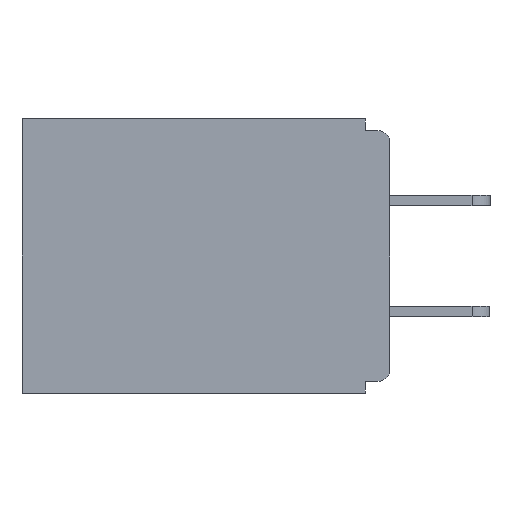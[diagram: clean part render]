
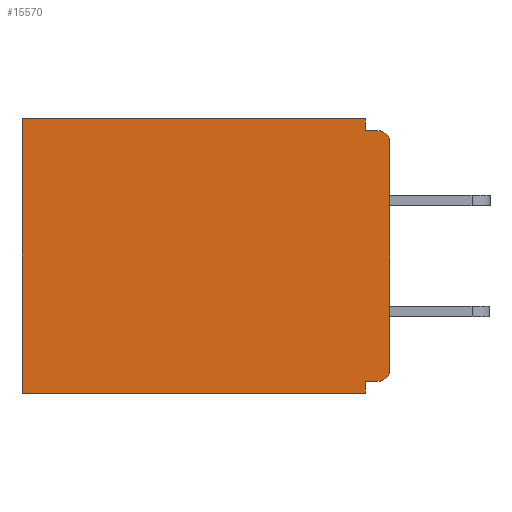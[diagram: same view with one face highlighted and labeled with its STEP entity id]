
A CAD part, left-side view. The second image highlights one B-rep face of the part: STEP entity #15570.
In plain terms, the highlighted planar face has unit normal (-1, 0, 0).
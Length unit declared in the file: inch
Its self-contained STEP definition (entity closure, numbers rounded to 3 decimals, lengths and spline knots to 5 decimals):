
#380 = DIRECTION ( 'NONE',  ( 0., -1., 0. ) ) ;
#1960 = CARTESIAN_POINT ( 'NONE',  ( 0.298, 0., -0.343 ) ) ;
#1982 = DIRECTION ( 'NONE',  ( -1., 0., 0. ) ) ;
#2177 = VECTOR ( 'NONE', #18310, 39.37008 ) ;
#2219 = EDGE_CURVE ( 'NONE', #3944, #18663, #11812, .T. ) ;
#2291 = AXIS2_PLACEMENT_3D ( 'NONE', #17958, #1982, #3779 ) ;
#2292 = LINE ( 'NONE', #12141, #22242 ) ;
#2445 = EDGE_CURVE ( 'NONE', #11233, #15592, #9026, .T. ) ;
#2581 = LINE ( 'NONE', #1960, #12272 ) ;
#3430 = EDGE_CURVE ( 'NONE', #14587, #11233, #10048, .T. ) ;
#3779 = DIRECTION ( 'NONE',  ( 0., 0., -1. ) ) ;
#3944 = VERTEX_POINT ( 'NONE', #22264 ) ;
#4458 = EDGE_CURVE ( 'NONE', #14381, #18266, #15006, .T. ) ;
#4720 = DIRECTION ( 'NONE',  ( 0., 0., -1. ) ) ;
#5253 = ORIENTED_EDGE ( 'NONE', *, *, #3430, .T. ) ;
#5378 = ORIENTED_EDGE ( 'NONE', *, *, #2445, .T. ) ;
#5787 = VERTEX_POINT ( 'NONE', #21366 ) ;
#5904 = DIRECTION ( 'NONE',  ( 0., 1., 0. ) ) ;
#6027 = VECTOR ( 'NONE', #18872, 39.37008 ) ;
#6686 = CARTESIAN_POINT ( 'NONE',  ( 0.298, 0.015, -0.313 ) ) ;
#6741 = LINE ( 'NONE', #17308, #22546 ) ;
#6911 = CARTESIAN_POINT ( 'NONE',  ( 0.298, 0.46, 0. ) ) ;
#7041 = ORIENTED_EDGE ( 'NONE', *, *, #21094, .F. ) ;
#7164 = ORIENTED_EDGE ( 'NONE', *, *, #2219, .F. ) ;
#7313 = EDGE_CURVE ( 'NONE', #14587, #14381, #21305, .T. ) ;
#7835 = VECTOR ( 'NONE', #380, 39.37008 ) ;
#8031 = CIRCLE ( 'NONE', #8872, 0.015 ) ;
#8341 = CARTESIAN_POINT ( 'NONE',  ( 0.298, 0., -0.03 ) ) ;
#8692 = CIRCLE ( 'NONE', #2291, 0.015 ) ;
#8872 = AXIS2_PLACEMENT_3D ( 'NONE', #6686, #10357, #12150 ) ;
#9026 = LINE ( 'NONE', #10955, #21254 ) ;
#9174 = ORIENTED_EDGE ( 'NONE', *, *, #20500, .F. ) ;
#9592 = CARTESIAN_POINT ( 'NONE',  ( 0.298, 0., -0.313 ) ) ;
#9819 = DIRECTION ( 'NONE',  ( 1., 0., 0. ) ) ;
#10048 = LINE ( 'NONE', #16791, #19792 ) ;
#10111 = CARTESIAN_POINT ( 'NONE',  ( 0.298, 0.031, -0.343 ) ) ;
#10254 = CARTESIAN_POINT ( 'NONE',  ( 0.298, 0.015, -0.015 ) ) ;
#10357 = DIRECTION ( 'NONE',  ( -1., 0., 0. ) ) ;
#10439 = DIRECTION ( 'NONE',  ( 0., 1., 0. ) ) ;
#10955 = CARTESIAN_POINT ( 'NONE',  ( 0.298, 0.46, 0. ) ) ;
#11118 = CARTESIAN_POINT ( 'NONE',  ( 0.298, 0.031, -0.343 ) ) ;
#11233 = VERTEX_POINT ( 'NONE', #6911 ) ;
#11410 = CARTESIAN_POINT ( 'NONE',  ( 0.298, 0., 0. ) ) ;
#11661 = ORIENTED_EDGE ( 'NONE', *, *, #17495, .F. ) ;
#11692 = ORIENTED_EDGE ( 'NONE', *, *, #4458, .F. ) ;
#11812 = LINE ( 'NONE', #10111, #6027 ) ;
#12055 = VERTEX_POINT ( 'NONE', #8341 ) ;
#12141 = CARTESIAN_POINT ( 'NONE',  ( 0.298, 0., 0. ) ) ;
#12150 = DIRECTION ( 'NONE',  ( 0., 0., -1. ) ) ;
#12272 = VECTOR ( 'NONE', #5904, 39.37008 ) ;
#12393 = DIRECTION ( 'NONE',  ( 0., 0., -1. ) ) ;
#12750 = ORIENTED_EDGE ( 'NONE', *, *, #19697, .T. ) ;
#13426 = VERTEX_POINT ( 'NONE', #9592 ) ;
#13722 = CARTESIAN_POINT ( 'NONE',  ( 0.298, 0.031, 0. ) ) ;
#14120 = EDGE_CURVE ( 'NONE', #5787, #13426, #8031, .T. ) ;
#14381 = VERTEX_POINT ( 'NONE', #15589 ) ;
#14587 = VERTEX_POINT ( 'NONE', #13722 ) ;
#15006 = LINE ( 'NONE', #22745, #7835 ) ;
#15079 = AXIS2_PLACEMENT_3D ( 'NONE', #11410, #9819, #4720 ) ;
#15144 = ORIENTED_EDGE ( 'NONE', *, *, #7313, .F. ) ;
#15327 = CARTESIAN_POINT ( 'NONE',  ( 0.298, 0.031, -0.343 ) ) ;
#15570 = ADVANCED_FACE ( 'NONE', ( #20991 ), #20030, .F. ) ;
#15589 = CARTESIAN_POINT ( 'NONE',  ( 0.298, 0.031, -0.015 ) ) ;
#15592 = VERTEX_POINT ( 'NONE', #20718 ) ;
#16791 = CARTESIAN_POINT ( 'NONE',  ( 0.298, 0., 0. ) ) ;
#16865 = DIRECTION ( 'NONE',  ( 0., 1., 0. ) ) ;
#17308 = CARTESIAN_POINT ( 'NONE',  ( 0.298, 0., -0.328 ) ) ;
#17495 = EDGE_CURVE ( 'NONE', #18663, #15592, #2581, .T. ) ;
#17958 = CARTESIAN_POINT ( 'NONE',  ( 0.298, 0.015, -0.03 ) ) ;
#18266 = VERTEX_POINT ( 'NONE', #10254 ) ;
#18310 = DIRECTION ( 'NONE',  ( 0., 0., -1. ) ) ;
#18663 = VERTEX_POINT ( 'NONE', #15327 ) ;
#18872 = DIRECTION ( 'NONE',  ( 0., 0., -1. ) ) ;
#19616 = DIRECTION ( 'NONE',  ( 0., 0., -1. ) ) ;
#19697 = EDGE_CURVE ( 'NONE', #12055, #18266, #8692, .T. ) ;
#19792 = VECTOR ( 'NONE', #16865, 39.37008 ) ;
#20030 = PLANE ( 'NONE',  #15079 ) ;
#20085 = EDGE_LOOP ( 'NONE', ( #12750, #11692, #15144, #5253, #5378, #11661, #7164, #9174, #22132, #7041 ) ) ;
#20500 = EDGE_CURVE ( 'NONE', #5787, #3944, #6741, .T. ) ;
#20718 = CARTESIAN_POINT ( 'NONE',  ( 0.298, 0.46, -0.343 ) ) ;
#20991 = FACE_OUTER_BOUND ( 'NONE', #20085, .T. ) ;
#21094 = EDGE_CURVE ( 'NONE', #12055, #13426, #2292, .T. ) ;
#21254 = VECTOR ( 'NONE', #19616, 39.37008 ) ;
#21305 = LINE ( 'NONE', #11118, #2177 ) ;
#21366 = CARTESIAN_POINT ( 'NONE',  ( 0.298, 0.015, -0.328 ) ) ;
#22132 = ORIENTED_EDGE ( 'NONE', *, *, #14120, .T. ) ;
#22242 = VECTOR ( 'NONE', #12393, 39.37008 ) ;
#22264 = CARTESIAN_POINT ( 'NONE',  ( 0.298, 0.031, -0.328 ) ) ;
#22546 = VECTOR ( 'NONE', #10439, 39.37008 ) ;
#22745 = CARTESIAN_POINT ( 'NONE',  ( 0.298, 0., -0.015 ) ) ;
